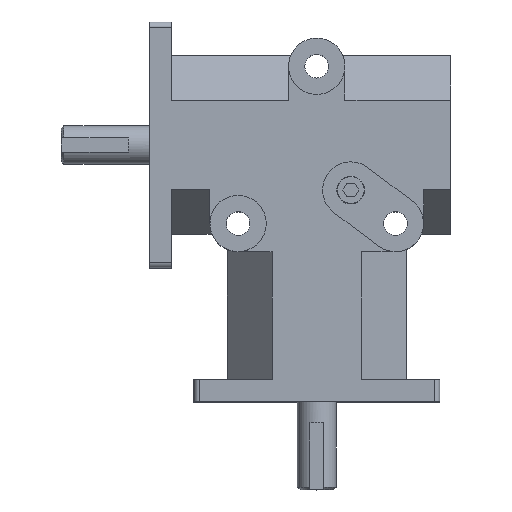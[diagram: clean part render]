
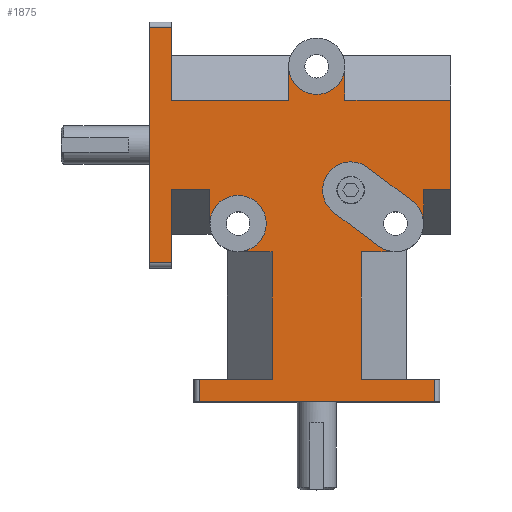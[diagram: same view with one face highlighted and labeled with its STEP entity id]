
A CAD part, top view. The second image highlights one B-rep face of the part: STEP entity #1875.
In plain terms, the highlighted planar face has unit normal (0, 0, 1).
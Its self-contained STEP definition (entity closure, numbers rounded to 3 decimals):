
#59=CIRCLE('',#1999,8.001);
#60=CIRCLE('',#2000,8.001);
#61=CIRCLE('',#2001,8.001);
#62=CIRCLE('',#2002,8.001);
#63=CIRCLE('',#2003,8.001);
#160=VERTEX_POINT('',#2704);
#163=VERTEX_POINT('',#2710);
#174=VERTEX_POINT('',#2736);
#176=VERTEX_POINT('',#2739);
#184=VERTEX_POINT('',#2756);
#186=VERTEX_POINT('',#2759);
#192=VERTEX_POINT('',#2770);
#193=VERTEX_POINT('',#2772);
#199=VERTEX_POINT('',#2786);
#201=VERTEX_POINT('',#2789);
#207=VERTEX_POINT('',#2802);
#208=VERTEX_POINT('',#2804);
#215=VERTEX_POINT('',#2835);
#216=VERTEX_POINT('',#2837);
#217=VERTEX_POINT('',#2840);
#218=VERTEX_POINT('',#2842);
#219=VERTEX_POINT('',#2844);
#220=VERTEX_POINT('',#2846);
#221=VERTEX_POINT('',#2849);
#222=VERTEX_POINT('',#2851);
#223=VERTEX_POINT('',#2854);
#224=VERTEX_POINT('',#2856);
#225=VERTEX_POINT('',#2858);
#226=VERTEX_POINT('',#2860);
#227=VERTEX_POINT('',#2863);
#228=VERTEX_POINT('',#2865);
#229=VERTEX_POINT('',#2867);
#230=VERTEX_POINT('',#2869);
#231=VERTEX_POINT('',#2871);
#232=VERTEX_POINT('',#2873);
#359=VECTOR('',#2194,1.);
#369=VECTOR('',#2211,1.);
#377=VECTOR('',#2222,1.);
#382=VECTOR('',#2229,1.);
#389=VECTOR('',#2239,1.);
#394=VECTOR('',#2249,1.);
#404=VECTOR('',#2266,1.);
#410=VECTOR('',#2275,1.);
#411=VECTOR('',#2278,1.);
#412=VECTOR('',#2279,1.);
#413=VECTOR('',#2280,1.);
#414=VECTOR('',#2281,1.);
#415=VECTOR('',#2282,1.);
#416=VECTOR('',#2283,1.);
#417=VECTOR('',#2284,1.);
#418=VECTOR('',#2287,1.);
#419=VECTOR('',#2288,1.);
#420=VECTOR('',#2289,1.);
#421=VECTOR('',#2290,1.);
#422=VECTOR('',#2291,1.);
#423=VECTOR('',#2292,1.);
#424=VECTOR('',#2293,1.);
#425=VECTOR('',#2296,1.);
#426=VECTOR('',#2299,1.);
#427=VECTOR('',#2302,1.);
#527=LINE('',#2711,#359);
#537=LINE('',#2738,#369);
#545=LINE('',#2758,#377);
#550=LINE('',#2771,#382);
#557=LINE('',#2788,#389);
#562=LINE('',#2803,#394);
#572=LINE('',#2825,#404);
#578=LINE('',#2834,#410);
#579=LINE('',#2838,#411);
#580=LINE('',#2839,#412);
#581=LINE('',#2841,#413);
#582=LINE('',#2843,#414);
#583=LINE('',#2845,#415);
#584=LINE('',#2847,#416);
#585=LINE('',#2848,#417);
#586=LINE('',#2852,#418);
#587=LINE('',#2853,#419);
#588=LINE('',#2855,#420);
#589=LINE('',#2857,#421);
#590=LINE('',#2859,#422);
#591=LINE('',#2861,#423);
#592=LINE('',#2862,#424);
#593=LINE('',#2866,#425);
#594=LINE('',#2870,#426);
#595=LINE('',#2874,#427);
#697=EDGE_CURVE('',#160,#163,#527,.T.);
#709=EDGE_CURVE('',#176,#174,#537,.T.);
#719=EDGE_CURVE('',#186,#184,#545,.T.);
#726=EDGE_CURVE('',#193,#192,#550,.T.);
#734=EDGE_CURVE('',#201,#199,#557,.T.);
#741=EDGE_CURVE('',#208,#207,#562,.T.);
#753=EDGE_CURVE('',#174,#160,#572,.T.);
#759=EDGE_CURVE('',#163,#215,#578,.T.);
#760=EDGE_CURVE('',#215,#216,#59,.T.);
#761=EDGE_CURVE('',#193,#216,#579,.T.);
#762=EDGE_CURVE('',#192,#217,#580,.T.);
#763=EDGE_CURVE('',#218,#217,#581,.T.);
#764=EDGE_CURVE('',#219,#218,#582,.T.);
#765=EDGE_CURVE('',#220,#219,#583,.T.);
#766=EDGE_CURVE('',#201,#220,#584,.T.);
#767=EDGE_CURVE('',#199,#221,#585,.T.);
#768=EDGE_CURVE('',#221,#222,#60,.T.);
#769=EDGE_CURVE('',#208,#222,#586,.T.);
#770=EDGE_CURVE('',#223,#207,#587,.T.);
#771=EDGE_CURVE('',#224,#223,#588,.T.);
#772=EDGE_CURVE('',#225,#224,#589,.T.);
#773=EDGE_CURVE('',#226,#225,#590,.T.);
#774=EDGE_CURVE('',#186,#226,#591,.T.);
#775=EDGE_CURVE('',#227,#184,#592,.T.);
#776=EDGE_CURVE('',#227,#228,#61,.T.);
#777=EDGE_CURVE('',#228,#229,#593,.T.);
#778=EDGE_CURVE('',#229,#230,#62,.T.);
#779=EDGE_CURVE('',#230,#231,#594,.T.);
#780=EDGE_CURVE('',#231,#232,#63,.T.);
#781=EDGE_CURVE('',#176,#232,#595,.T.);
#1043=ORIENTED_EDGE('',*,*,#697,.T.);
#1044=ORIENTED_EDGE('',*,*,#759,.T.);
#1045=ORIENTED_EDGE('',*,*,#760,.T.);
#1046=ORIENTED_EDGE('',*,*,#761,.F.);
#1047=ORIENTED_EDGE('',*,*,#726,.T.);
#1048=ORIENTED_EDGE('',*,*,#762,.T.);
#1049=ORIENTED_EDGE('',*,*,#763,.F.);
#1050=ORIENTED_EDGE('',*,*,#764,.F.);
#1051=ORIENTED_EDGE('',*,*,#765,.F.);
#1052=ORIENTED_EDGE('',*,*,#766,.F.);
#1053=ORIENTED_EDGE('',*,*,#734,.T.);
#1054=ORIENTED_EDGE('',*,*,#767,.T.);
#1055=ORIENTED_EDGE('',*,*,#768,.T.);
#1056=ORIENTED_EDGE('',*,*,#769,.F.);
#1057=ORIENTED_EDGE('',*,*,#741,.T.);
#1058=ORIENTED_EDGE('',*,*,#770,.F.);
#1059=ORIENTED_EDGE('',*,*,#771,.F.);
#1060=ORIENTED_EDGE('',*,*,#772,.F.);
#1061=ORIENTED_EDGE('',*,*,#773,.F.);
#1062=ORIENTED_EDGE('',*,*,#774,.F.);
#1063=ORIENTED_EDGE('',*,*,#719,.T.);
#1064=ORIENTED_EDGE('',*,*,#775,.F.);
#1065=ORIENTED_EDGE('',*,*,#776,.T.);
#1066=ORIENTED_EDGE('',*,*,#777,.T.);
#1067=ORIENTED_EDGE('',*,*,#778,.T.);
#1068=ORIENTED_EDGE('',*,*,#779,.T.);
#1069=ORIENTED_EDGE('',*,*,#780,.T.);
#1070=ORIENTED_EDGE('',*,*,#781,.F.);
#1071=ORIENTED_EDGE('',*,*,#709,.T.);
#1072=ORIENTED_EDGE('',*,*,#753,.T.);
#1516=EDGE_LOOP('',(#1043,#1044,#1045,#1046,#1047,#1048,#1049,#1050,#1051,
#1052,#1053,#1054,#1055,#1056,#1057,#1058,#1059,#1060,#1061,#1062,#1063,
#1064,#1065,#1066,#1067,#1068,#1069,#1070,#1071,#1072));
#1696=FACE_BOUND('',#1516,.T.);
#1875=ADVANCED_FACE('',(#1696),#3288,.T.);
#1998=AXIS2_PLACEMENT_3D('',#2833,#2274,$);
#1999=AXIS2_PLACEMENT_3D('',#2836,#2276,#2277);
#2000=AXIS2_PLACEMENT_3D('',#2850,#2285,#2286);
#2001=AXIS2_PLACEMENT_3D('',#2864,#2294,#2295);
#2002=AXIS2_PLACEMENT_3D('',#2868,#2297,#2298);
#2003=AXIS2_PLACEMENT_3D('',#2872,#2300,#2301);
#2194=DIRECTION('',(-1.,0.,0.));
#2211=DIRECTION('',(1.,0.,0.));
#2222=DIRECTION('',(0.,1.,0.));
#2229=DIRECTION('',(-1.,0.,0.));
#2239=DIRECTION('',(1.,0.,0.));
#2249=DIRECTION('',(0.,-1.,0.));
#2266=DIRECTION('',(0.,1.,0.));
#2274=DIRECTION('',(0.,0.,1.));
#2275=DIRECTION('',(0.,1.,0.));
#2276=DIRECTION('',(0.,0.,-1.));
#2277=DIRECTION('',(8.001,0.,0.));
#2278=DIRECTION('',(0.,1.,0.));
#2279=DIRECTION('',(0.,1.,0.));
#2280=DIRECTION('',(1.,0.,0.));
#2281=DIRECTION('',(0.,1.,0.));
#2282=DIRECTION('',(-1.,0.,0.));
#2283=DIRECTION('',(0.,-1.,0.));
#2284=DIRECTION('',(0.,-1.,0.));
#2285=DIRECTION('',(0.,0.,-1.));
#2286=DIRECTION('',(8.001,0.,0.));
#2287=DIRECTION('',(-1.,0.,0.));
#2288=DIRECTION('',(1.,0.,0.));
#2289=DIRECTION('',(0.,1.,0.));
#2290=DIRECTION('',(-1.,0.,0.));
#2291=DIRECTION('',(0.,-1.,0.));
#2292=DIRECTION('',(1.,0.,0.));
#2293=DIRECTION('',(-1.,0.,0.));
#2294=DIRECTION('',(0.,0.,-1.));
#2295=DIRECTION('',(8.001,0.,0.));
#2296=DIRECTION('',(-0.8,0.6,0.));
#2297=DIRECTION('',(0.,0.,-1.));
#2298=DIRECTION('',(8.001,0.,0.));
#2299=DIRECTION('',(0.8,-0.6,0.));
#2300=DIRECTION('',(0.,0.,-1.));
#2301=DIRECTION('',(8.001,0.,0.));
#2302=DIRECTION('',(0.,-1.,0.));
#2704=CARTESIAN_POINT('',(38.1,85.725,20.701));
#2710=CARTESIAN_POINT('',(8.001,85.725,20.701));
#2711=CARTESIAN_POINT('',(20.638,85.725,20.701));
#2736=CARTESIAN_POINT('',(38.1,60.325,20.701));
#2738=CARTESIAN_POINT('',(20.638,60.325,20.701));
#2739=CARTESIAN_POINT('',(30.353,60.325,20.701));
#2756=CARTESIAN_POINT('',(12.7,42.672,20.701));
#2758=CARTESIAN_POINT('',(12.7,29.99,20.701));
#2759=CARTESIAN_POINT('',(12.7,6.35,20.701));
#2770=CARTESIAN_POINT('',(-41.275,85.725,20.701));
#2771=CARTESIAN_POINT('',(20.638,85.725,20.701));
#2772=CARTESIAN_POINT('',(-8.001,85.725,20.701));
#2786=CARTESIAN_POINT('',(-30.353,60.325,20.701));
#2788=CARTESIAN_POINT('',(20.638,60.325,20.701));
#2789=CARTESIAN_POINT('',(-41.275,60.325,20.701));
#2802=CARTESIAN_POINT('',(-12.7,6.35,20.701));
#2803=CARTESIAN_POINT('',(-12.7,29.99,20.701));
#2804=CARTESIAN_POINT('',(-12.7,42.672,20.701));
#2825=CARTESIAN_POINT('',(38.1,1.402,20.701));
#2833=CARTESIAN_POINT('',(0.,53.63,20.701));
#2834=CARTESIAN_POINT('',(8.001,74.504,20.701));
#2835=CARTESIAN_POINT('',(8.001,95.377,20.701));
#2836=CARTESIAN_POINT('',(0.,95.377,20.701));
#2837=CARTESIAN_POINT('',(-8.001,95.377,20.701));
#2838=CARTESIAN_POINT('',(-8.001,95.377,20.701));
#2839=CARTESIAN_POINT('',(-41.275,76.028,20.701));
#2840=CARTESIAN_POINT('',(-41.275,106.426,20.701));
#2841=CARTESIAN_POINT('',(-20.638,106.426,20.701));
#2842=CARTESIAN_POINT('',(-47.625,106.426,20.701));
#2843=CARTESIAN_POINT('',(-47.625,107.95,20.701));
#2844=CARTESIAN_POINT('',(-47.625,39.624,20.701));
#2845=CARTESIAN_POINT('',(-23.813,39.624,20.701));
#2846=CARTESIAN_POINT('',(-41.275,39.624,20.701));
#2847=CARTESIAN_POINT('',(-41.275,47.625,20.701));
#2848=CARTESIAN_POINT('',(-30.353,52.152,20.701));
#2849=CARTESIAN_POINT('',(-30.353,50.673,20.701));
#2850=CARTESIAN_POINT('',(-22.352,50.673,20.701));
#2851=CARTESIAN_POINT('',(-22.352,42.672,20.701));
#2852=CARTESIAN_POINT('',(-22.352,42.672,20.701));
#2853=CARTESIAN_POINT('',(-12.7,6.35,20.701));
#2854=CARTESIAN_POINT('',(-33.401,6.35,20.701));
#2855=CARTESIAN_POINT('',(-33.401,29.99,20.701));
#2856=CARTESIAN_POINT('',(-33.401,0.,20.701));
#2857=CARTESIAN_POINT('',(34.925,0.,20.701));
#2858=CARTESIAN_POINT('',(33.401,0.,20.701));
#2859=CARTESIAN_POINT('',(33.401,26.815,20.701));
#2860=CARTESIAN_POINT('',(33.401,6.35,20.701));
#2861=CARTESIAN_POINT('',(34.925,6.35,20.701));
#2862=CARTESIAN_POINT('',(-22.352,42.672,20.701));
#2863=CARTESIAN_POINT('',(22.352,42.672,20.701));
#2864=CARTESIAN_POINT('',(22.352,50.673,20.701));
#2865=CARTESIAN_POINT('',(17.551,44.272,20.701));
#2866=CARTESIAN_POINT('',(9.719,50.146,20.701));
#2867=CARTESIAN_POINT('',(4.851,53.797,20.701));
#2868=CARTESIAN_POINT('',(9.652,60.198,20.701));
#2869=CARTESIAN_POINT('',(14.453,66.599,20.701));
#2870=CARTESIAN_POINT('',(12.971,67.71,20.701));
#2871=CARTESIAN_POINT('',(27.153,57.074,20.701));
#2872=CARTESIAN_POINT('',(22.352,50.673,20.701));
#2873=CARTESIAN_POINT('',(30.353,50.673,20.701));
#2874=CARTESIAN_POINT('',(30.353,50.673,20.701));
#3288=PLANE('',#1998);
